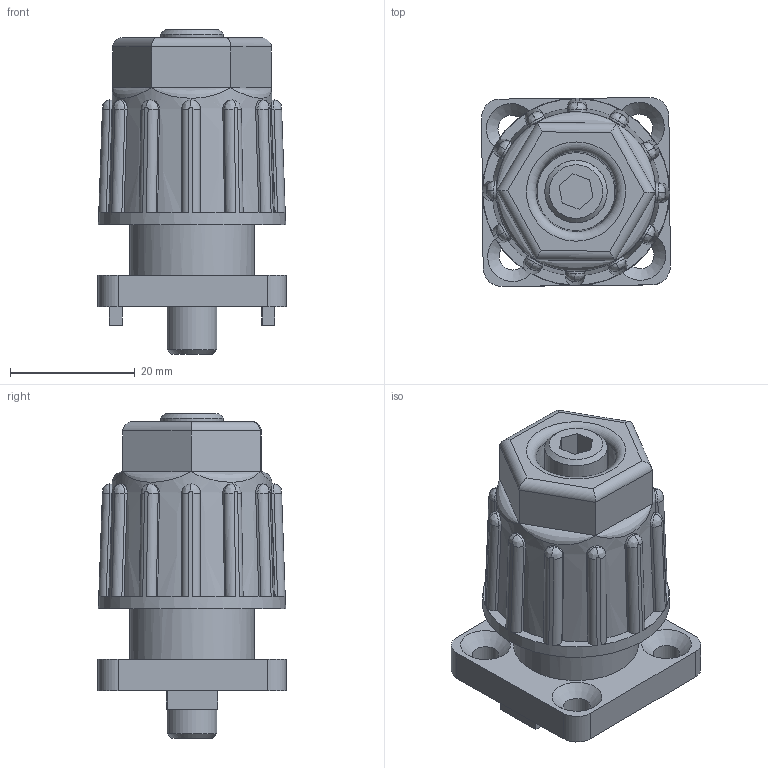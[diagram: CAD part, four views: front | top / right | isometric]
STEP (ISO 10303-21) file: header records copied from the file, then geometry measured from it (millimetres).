
FILE_DESCRIPTION(/* description */ ('KriTec Stellfuß 8 Raster 30 PA "Hubschrauber"'),/* implementation_level */ '2;1');
FILE_NAME(/* name */ '91220_KriTec_Stellfuss_8_Raster_30_PA_Hubschrauber.stp',/* time_stamp */ '2019-11-21T11:26:57+01:00',/* author */ ('Steiner'),/* organization */ (''),/* preprocessor_version */ 'ST-DEVELOPER v17',/* originating_system */ 'Autodesk Inventor 2018',/* authorisation */ '');
FILE_SCHEMA (('AUTOMOTIVE_DESIGN { 1 0 10303 214 3 1 1 }'));
Length unit declared in the file: millimetre
Products named in the file (4): 91220_KriTec_Stellfuss_8_Raster_30_PA_Hubschrauber; 91220_3_KriTec Stellfuß 8 PA Hubschrauber_Schraube
 M8; 91220_1_KriTec_Stellfuss_8_Raster_30_PA_Hubschrauber; 91220_2_KriTec_Stellfuss_8_Raster_30_PA_Hubschrauber
Assembly tree (3 placements, depth 2):
  91220_KriTec_Stellfuss_8_Raster_30_PA_Hubschrauber
    91220_3_KriTec Stellfuß 8 PA Hubschrauber_Schraube
 M8
    91220_1_KriTec_Stellfuss_8_Raster_30_PA_Hubschrauber
    91220_2_KriTec_Stellfuss_8_Raster_30_PA_Hubschrauber
Bounding box: 30.24 x 30.24 x 52 mm (x, y, z)
Volume: 18330.7 mm3; surface area: 14751.3 mm2
Topology: 3 solids, 3 shells, 363 faces, 990 edges, 646 vertices
Faces by surface type: plane 179, cylinder 136, bspline 30, cone 13, torus 5
Full cylindrical faces by diameter (mm): 4.3 x4, 8 x1, 8.4 x2, 10 x1, 13 x1, 15 x1, 16.5 x1, 18 x2, 20 x1
Entity records: 15179 total; most frequent: CARTESIAN_POINT 6088, ORIENTED_EDGE 1980, DIRECTION 1755, EDGE_CURVE 990, VERTEX_POINT 646, AXIS2_PLACEMENT_3D 629, LINE 497, VECTOR 497
